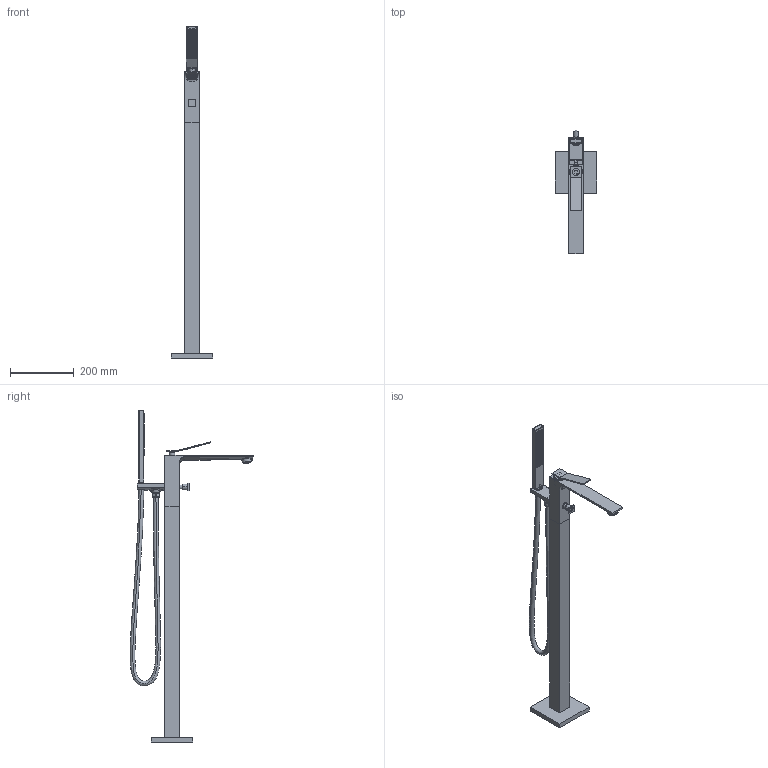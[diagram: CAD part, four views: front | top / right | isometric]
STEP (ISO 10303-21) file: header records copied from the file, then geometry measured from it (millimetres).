
FILE_DESCRIPTION(/* description */ (''),/* implementation_level */ '2;1');
FILE_NAME(/* name */ 'AF10091',/* time_stamp */ '2023-02-22T14:24:19+08:00',/* author */ (''),/* organization */ (''),/* preprocessor_version */ 'ST-DEVELOPER v16.5',/* originating_system */ '',/* authorisation */ '');
FILE_SCHEMA (('CONFIG_CONTROL_DESIGN'));
Products named in the file (12): Document; SCY-06; SCY-05 01; SCF-02 01; BREP_8-2_5_1_1_5; 10091-ANJIAN_1; SCF-01 01; 10091-HSZ-HT_3; 85091-SHOUBING_2; PRT0002_2; PRT0001_1; 10091-ZT-FSZ_9
Assembly tree (11 placements, depth 2):
  Document
    SCY-06
    SCY-05 01
    SCF-02 01
    BREP_8-2_5_1_1_5
    10091-ANJIAN_1
    SCF-01 01
    10091-HSZ-HT_3
    85091-SHOUBING_2
    PRT0002_2
    PRT0001_1
    10091-ZT-FSZ_9
Bounding box: 130 x 387.24 x 1039.5 mm (x, y, z)
Volume: 1955836.1 mm3; surface area: 417081.3 mm2
Topology: 15 solids, 17 shells, 3691 faces, 9569 edges, 5647 vertices
Faces by surface type: plane 1738, cylinder 1001, bspline 952
Entity records: 150522 total; most frequent: CARTESIAN_POINT 89547, ORIENTED_EDGE 18450, EDGE_CURVE 9567, VERTEX_POINT 5645, EDGE_LOOP 4774, B_SPLINE_CURVE_WITH_KNOTS 4642, ADVANCED_FACE 3691, FACE_OUTER_BOUND 3691
